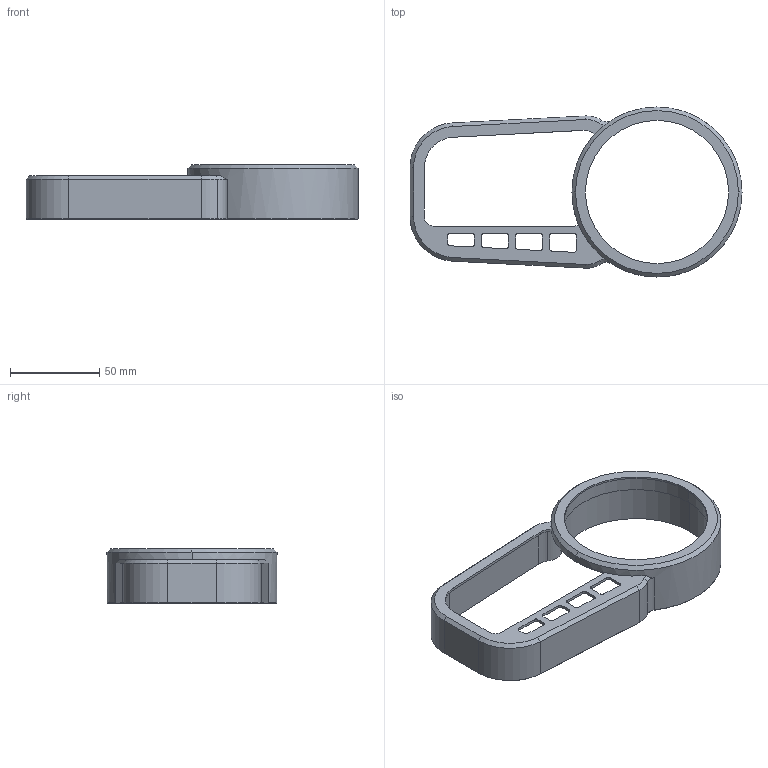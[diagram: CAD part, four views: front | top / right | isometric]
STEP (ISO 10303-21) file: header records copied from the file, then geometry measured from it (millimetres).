
FILE_DESCRIPTION(('CATIA V5 STEP Exchange'),'2;1');
FILE_NAME('Oberteil_prototyp02_2012_01_10.stp','2012-01-09T23:45:34+00:00',('none'),('none'),'CATIA Version 5 Release 21 SP 1 (IN-10)','CATIA V5 STEP AP203','none');
FILE_SCHEMA(('CONFIG_CONTROL_DESIGN'));
Length unit declared in the file: millimetre
Products named in the file (1): Gehaeuse Oberseite
Bounding box: 185.5 x 95 x 30.3 mm (x, y, z)
Volume: 70251.5 mm3; surface area: 36204.2 mm2
Topology: 1 solids, 1 shells, 140 faces, 366 edges, 219 vertices
Faces by surface type: cylinder 66, plane 38, cone 36
Entity records: 3934 total; most frequent: CARTESIAN_POINT 696, ORIENTED_EDGE 692, DIRECTION 560, EDGE_CURVE 346, AXIS2_PLACEMENT_3D 263, VERTEX_POINT 219, VECTOR 190, LINE 190
